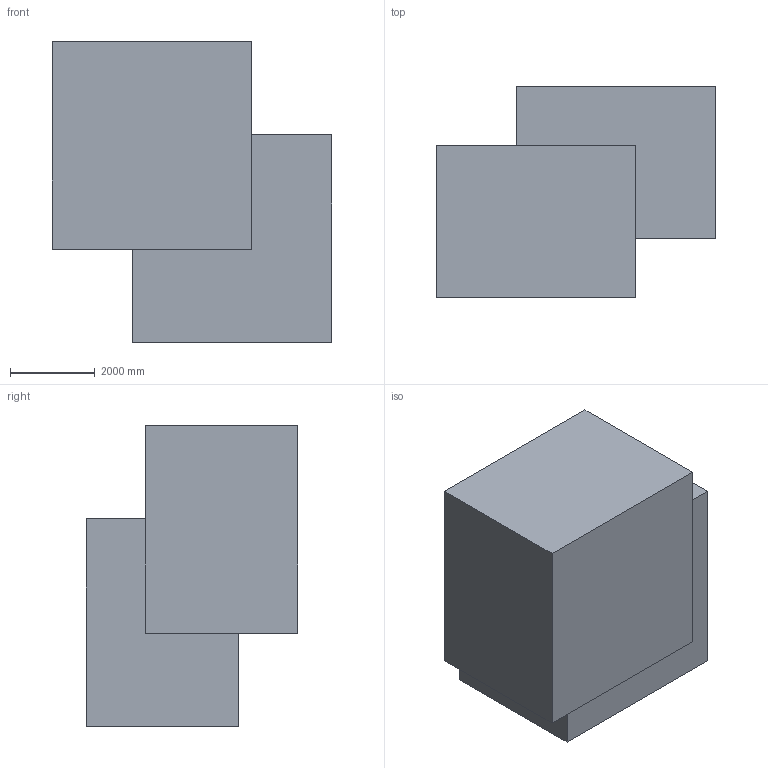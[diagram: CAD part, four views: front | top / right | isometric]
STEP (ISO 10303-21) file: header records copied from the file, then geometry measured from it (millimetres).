
FILE_DESCRIPTION(('STEP AP214'),'1');
FILE_NAME('test.stp','2008-11-15T17:36:35',('felix'),(' '),'XStep 1.0','ACIS InterOp Converter 2009',' ');
FILE_SCHEMA(('automotive_design'));
Length unit declared in the file: metre
Products named in the file (2): component1|solid1; component1|solid1_1
Bounding box: 6600 x 5000 x 7100 mm (x, y, z)
Volume: 149184000000 mm3; surface area: 230360000 mm2
Topology: 2 solids, 2 shells, 15 faces, 33 edges, 22 vertices
Faces by surface type: plane 15
Entity records: 575 total; most frequent: CARTESIAN_POINT 72, DIRECTION 67, ORIENTED_EDGE 66, EDGE_CURVE 33, LINE 33, VECTOR 33, VERTEX_POINT 22, STYLED_ITEM 17
